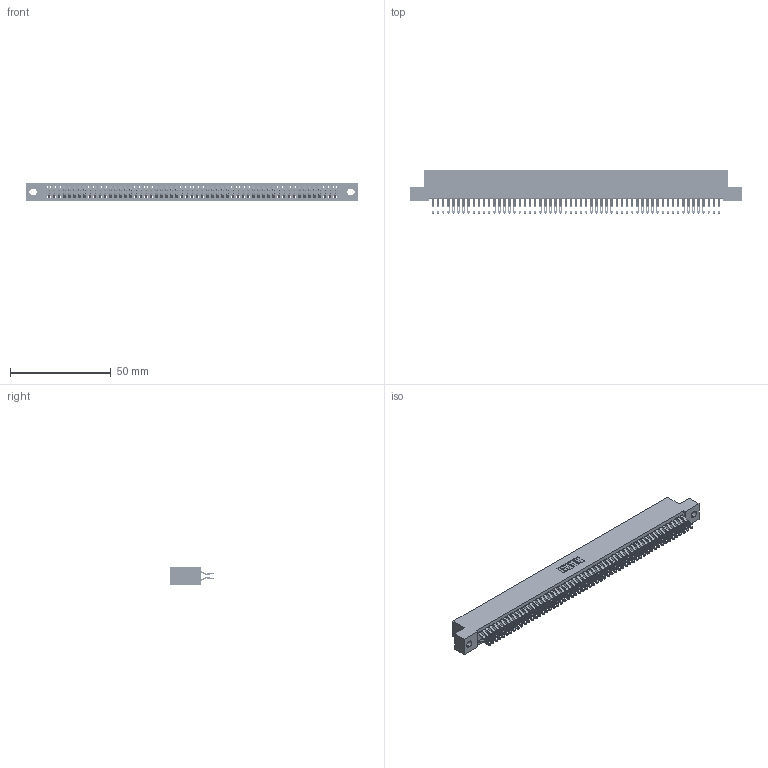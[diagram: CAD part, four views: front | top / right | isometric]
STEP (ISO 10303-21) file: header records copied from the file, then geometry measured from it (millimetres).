
FILE_DESCRIPTION (( 'STEP AP203' ), '1' );
FILE_NAME ('342-114-555-202.STEP', '2018-08-14T13:04:50', ( '' ), ( '' ), 'SwSTEP 2.0', 'SolidWorks 2016', '' );
FILE_SCHEMA (( 'CONFIG_CONTROL_DESIGN' ));
Length unit declared in the file: inch
Products named in the file (3): 342 Part_.128 Slot; 345-292-001_555 Tail; 342-114-555-202
Assembly tree (115 placements, depth 2):
  342-114-555-202
    342 Part_.128 Slot
    345-292-001_555 Tail  x114
Bounding box: 165.1 x 21.47 x 9.4 mm (x, y, z)
Volume: 15169.9 mm3; surface area: 25924.9 mm2
Topology: 115 solids, 115 shells, 6726 faces, 21173 edges, 14114 vertices
Faces by surface type: plane 3946, cylinder 2780
Entity records: 35059 total; most frequent: CARTESIAN_POINT 5828, ORIENTED_EDGE 5734, DIRECTION 4923, EDGE_CURVE 2867, LINE 2719, VECTOR 2719, VERTEX_POINT 1910, AXIS2_PLACEMENT_3D 1102
